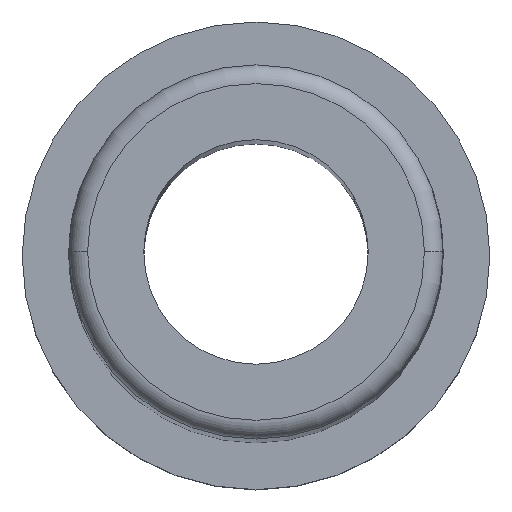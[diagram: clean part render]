
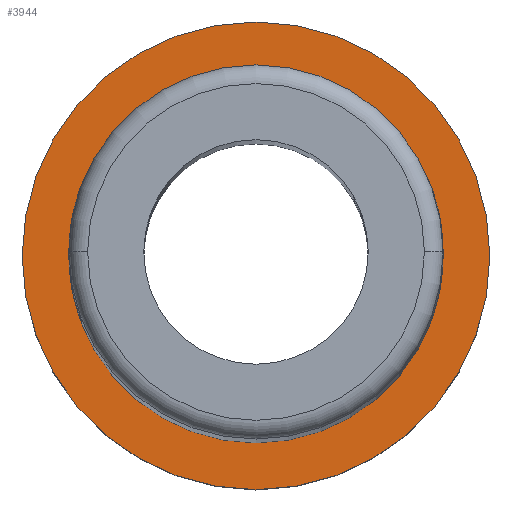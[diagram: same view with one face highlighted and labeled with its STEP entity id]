
A CAD part, top view. The second image highlights one B-rep face of the part: STEP entity #3944.
In plain terms, the highlighted planar face has unit normal (0, 0, 1).
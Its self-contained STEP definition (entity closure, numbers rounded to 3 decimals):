
#25 = AXIS2_PLACEMENT_3D ( 'NONE', #3184, #332, #1997 ) ;
#31 = DIRECTION ( 'NONE',  ( 0., 0., -1. ) ) ;
#49 = PLANE ( 'NONE',  #4047 ) ;
#87 = DIRECTION ( 'NONE',  ( -1., 0., 0. ) ) ;
#163 = EDGE_LOOP ( 'NONE', ( #898, #4345 ) ) ;
#224 = EDGE_CURVE ( 'NONE', #5147, #704, #4700, .T. ) ;
#332 = DIRECTION ( 'NONE',  ( 0., 0., 1. ) ) ;
#450 = DIRECTION ( 'NONE',  ( -1., 0., 0. ) ) ;
#502 = FACE_BOUND ( 'NONE', #4504, .T. ) ;
#567 = DIRECTION ( 'NONE',  ( 1., 0., 0. ) ) ;
#573 = AXIS2_PLACEMENT_3D ( 'NONE', #2164, #4196, #567 ) ;
#704 = VERTEX_POINT ( 'NONE', #3734 ) ;
#760 = CARTESIAN_POINT ( 'NONE',  ( 0., 0., 0. ) ) ;
#815 = EDGE_CURVE ( 'NONE', #704, #5147, #4827, .T. ) ;
#819 = ORIENTED_EDGE ( 'NONE', *, *, #3447, .F. ) ;
#898 = ORIENTED_EDGE ( 'NONE', *, *, #224, .F. ) ;
#934 = CARTESIAN_POINT ( 'NONE',  ( 0., 0., 0. ) ) ;
#1674 = CARTESIAN_POINT ( 'NONE',  ( -10., 0., 0. ) ) ;
#1966 = AXIS2_PLACEMENT_3D ( 'NONE', #2467, #31, #450 ) ;
#1997 = DIRECTION ( 'NONE',  ( 1., 0., 0. ) ) ;
#2085 = FACE_OUTER_BOUND ( 'NONE', #163, .T. ) ;
#2159 = ORIENTED_EDGE ( 'NONE', *, *, #4153, .F. ) ;
#2164 = CARTESIAN_POINT ( 'NONE',  ( 0., 0., 0. ) ) ;
#2467 = CARTESIAN_POINT ( 'NONE',  ( 0., 0., 0. ) ) ;
#2499 = DIRECTION ( 'NONE',  ( 0., 0., -1. ) ) ;
#2803 = DIRECTION ( 'NONE',  ( -1., 0., 0. ) ) ;
#3184 = CARTESIAN_POINT ( 'NONE',  ( 0., 0., 0. ) ) ;
#3255 = AXIS2_PLACEMENT_3D ( 'NONE', #760, #4433, #2803 ) ;
#3412 = CIRCLE ( 'NONE', #573, 10. ) ;
#3447 = EDGE_CURVE ( 'NONE', #3825, #3962, #3995, .T. ) ;
#3659 = CARTESIAN_POINT ( 'NONE',  ( 12.5, 0., 0. ) ) ;
#3734 = CARTESIAN_POINT ( 'NONE',  ( -12.5, 0., 0. ) ) ;
#3825 = VERTEX_POINT ( 'NONE', #4234 ) ;
#3944 = ADVANCED_FACE ( 'NONE', ( #502, #2085 ), #49, .F. ) ;
#3962 = VERTEX_POINT ( 'NONE', #1674 ) ;
#3995 = CIRCLE ( 'NONE', #25, 10. ) ;
#4047 = AXIS2_PLACEMENT_3D ( 'NONE', #934, #2499, #87 ) ;
#4153 = EDGE_CURVE ( 'NONE', #3962, #3825, #3412, .T. ) ;
#4196 = DIRECTION ( 'NONE',  ( 0., 0., 1. ) ) ;
#4234 = CARTESIAN_POINT ( 'NONE',  ( 10., 0., 0. ) ) ;
#4345 = ORIENTED_EDGE ( 'NONE', *, *, #815, .F. ) ;
#4433 = DIRECTION ( 'NONE',  ( 0., 0., -1. ) ) ;
#4504 = EDGE_LOOP ( 'NONE', ( #2159, #819 ) ) ;
#4700 = CIRCLE ( 'NONE', #3255, 12.5 ) ;
#4827 = CIRCLE ( 'NONE', #1966, 12.5 ) ;
#5147 = VERTEX_POINT ( 'NONE', #3659 ) ;
